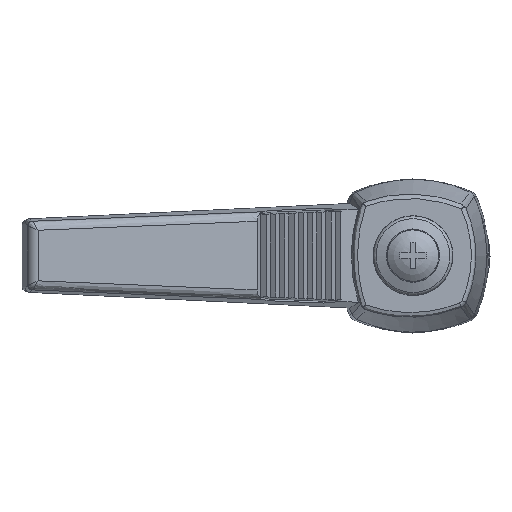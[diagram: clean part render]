
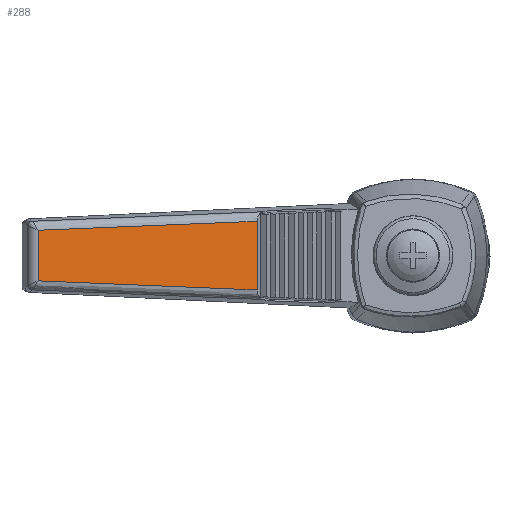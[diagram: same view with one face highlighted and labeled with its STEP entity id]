
A CAD part, top view. The second image highlights one B-rep face of the part: STEP entity #288.
In plain terms, the highlighted planar face has unit normal (0.161, 0, 0.987).
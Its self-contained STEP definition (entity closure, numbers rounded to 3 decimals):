
#288 = ADVANCED_FACE( '', ( #683 ), #684, .T. );
#683 = FACE_OUTER_BOUND( '', #1886, .T. );
#684 = PLANE( '', #1887 );
#1886 = EDGE_LOOP( '', ( #4107, #4108, #4109, #4110 ) );
#1887 = AXIS2_PLACEMENT_3D( '', #4111, #4112, #4113 );
#4107 = ORIENTED_EDGE( '', *, *, #5070, .T. );
#4108 = ORIENTED_EDGE( '', *, *, #5101, .T. );
#4109 = ORIENTED_EDGE( '', *, *, #5102, .T. );
#4110 = ORIENTED_EDGE( '', *, *, #5004, .T. );
#4111 = CARTESIAN_POINT( '', ( -3.654, 5.09, 18.725 ) );
#4112 = DIRECTION( '', ( 0.161, 0., 0.987 ) );
#4113 = DIRECTION( '', ( 0.987, 0., -0.161 ) );
#5004 = EDGE_CURVE( '', #5514, #5591, #5592, .T. );
#5070 = EDGE_CURVE( '', #5591, #5699, #5701, .T. );
#5101 = EDGE_CURVE( '', #5699, #5362, #5749, .T. );
#5102 = EDGE_CURVE( '', #5362, #5514, #5750, .F. );
#5362 = VERTEX_POINT( '', #6118 );
#5514 = VERTEX_POINT( '', #6539 );
#5591 = VERTEX_POINT( '', #6779 );
#5592 = B_SPLINE_CURVE_WITH_KNOTS( '', 3, ( #6780, #6781, #6782, #6783, #6784, #6785 ), .UNSPECIFIED., .F., .F., ( 4, 2, 4 ), ( 0., 0.012, 0.024 ), .UNSPECIFIED. );
#5699 = VERTEX_POINT( '', #7164 );
#5701 = LINE( '', #7190, #7191 );
#5749 = B_SPLINE_CURVE_WITH_KNOTS( '', 3, ( #7280, #7281, #7282, #7283, #7284, #7285 ), .UNSPECIFIED., .F., .F., ( 4, 2, 4 ), ( 0., 0.012, 0.024 ), .UNSPECIFIED. );
#5750 = LINE( '', #7286, #7287 );
#6118 = CARTESIAN_POINT( '', ( -40.163, 2.712, 24.693 ) );
#6539 = CARTESIAN_POINT( '', ( -40.163, -2.712, 24.693 ) );
#6779 = CARTESIAN_POINT( '', ( -16.706, -3.678, 20.859 ) );
#6780 = CARTESIAN_POINT( '', ( -40.163, -2.712, 24.693 ) );
#6781 = CARTESIAN_POINT( '', ( -36.254, -2.872, 24.054 ) );
#6782 = CARTESIAN_POINT( '', ( -32.344, -3.033, 23.415 ) );
#6783 = CARTESIAN_POINT( '', ( -24.525, -3.355, 22.137 ) );
#6784 = CARTESIAN_POINT( '', ( -20.616, -3.516, 21.498 ) );
#6785 = CARTESIAN_POINT( '', ( -16.706, -3.678, 20.859 ) );
#7164 = CARTESIAN_POINT( '', ( -16.706, 3.678, 20.859 ) );
#7190 = CARTESIAN_POINT( '', ( -16.706, 5.09, 20.859 ) );
#7191 = VECTOR( '', #8533, 1000. );
#7280 = CARTESIAN_POINT( '', ( -16.706, 3.678, 20.859 ) );
#7281 = CARTESIAN_POINT( '', ( -20.616, 3.516, 21.498 ) );
#7282 = CARTESIAN_POINT( '', ( -24.525, 3.355, 22.137 ) );
#7283 = CARTESIAN_POINT( '', ( -32.344, 3.033, 23.415 ) );
#7284 = CARTESIAN_POINT( '', ( -36.254, 2.872, 24.054 ) );
#7285 = CARTESIAN_POINT( '', ( -40.163, 2.712, 24.693 ) );
#7286 = CARTESIAN_POINT( '', ( -40.163, -3.527, 24.693 ) );
#7287 = VECTOR( '', #8556, 1000. );
#8533 = DIRECTION( '', ( 0., 1., 0. ) );
#8556 = DIRECTION( '', ( 0., 1., 0. ) );
